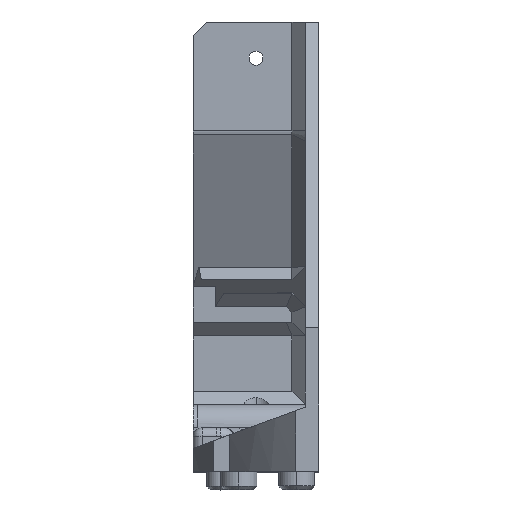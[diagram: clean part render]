
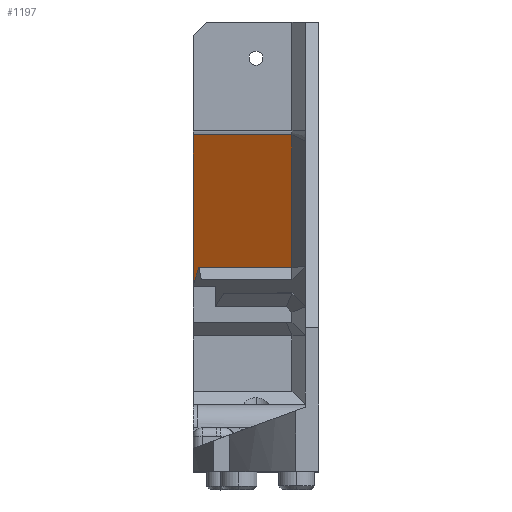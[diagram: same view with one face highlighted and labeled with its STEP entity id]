
A CAD part, top view. The second image highlights one B-rep face of the part: STEP entity #1197.
In plain terms, the highlighted planar face has unit normal (0, -0.447, 0.894).
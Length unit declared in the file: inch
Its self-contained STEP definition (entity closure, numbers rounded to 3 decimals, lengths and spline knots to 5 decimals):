
#132 = DIRECTION ( 'NONE',  ( 0., 0.447, -0.894 ) ) ;
#133 = CARTESIAN_POINT ( 'NONE',  ( -11., -2.40781, -1.43177 ) ) ;
#424 = VERTEX_POINT ( 'NONE', #2096 ) ;
#562 = PLANE ( 'NONE',  #3688 ) ;
#722 = DIRECTION ( 'NONE',  ( -1., 0., 0. ) ) ;
#893 = VERTEX_POINT ( 'NONE', #1215 ) ;
#919 = EDGE_CURVE ( 'NONE', #2410, #893, #3011, .T. ) ;
#1120 = VERTEX_POINT ( 'NONE', #1238 ) ;
#1172 = LINE ( 'NONE', #2335, #3702 ) ;
#1197 = ADVANCED_FACE ( 'NONE', ( #4050 ), #562, .F. ) ;
#1215 = CARTESIAN_POINT ( 'NONE',  ( -12.375, -0.56566, -0.5107 ) ) ;
#1238 = CARTESIAN_POINT ( 'NONE',  ( -12.375, -2.66926, -1.5625 ) ) ;
#1654 = EDGE_CURVE ( 'NONE', #4809, #2410, #4730, .T. ) ;
#1708 = CARTESIAN_POINT ( 'NONE',  ( -11., -0.56566, -0.5107 ) ) ;
#1934 = CARTESIAN_POINT ( 'NONE',  ( -12.375, -2.80756, -1.63165 ) ) ;
#1962 = DIRECTION ( 'NONE',  ( 0.268, 0.862, 0.431 ) ) ;
#2008 = ORIENTED_EDGE ( 'NONE', *, *, #4254, .T. ) ;
#2096 = CARTESIAN_POINT ( 'NONE',  ( -12.2938, -2.40781, -1.43177 ) ) ;
#2335 = CARTESIAN_POINT ( 'NONE',  ( -12.375, -2.66926, -1.5625 ) ) ;
#2409 = DIRECTION ( 'NONE',  ( 0., 0.894, 0.447 ) ) ;
#2410 = VERTEX_POINT ( 'NONE', #2537 ) ;
#2525 = ORIENTED_EDGE ( 'NONE', *, *, #1654, .T. ) ;
#2537 = CARTESIAN_POINT ( 'NONE',  ( -11., -0.56566, -0.5107 ) ) ;
#2582 = DIRECTION ( 'NONE',  ( 1., 0., 0. ) ) ;
#2733 = LINE ( 'NONE', #1934, #3792 ) ;
#3011 = LINE ( 'NONE', #3838, #4315 ) ;
#3169 = EDGE_CURVE ( 'NONE', #1120, #893, #2733, .T. ) ;
#3232 = EDGE_CURVE ( 'NONE', #424, #4809, #4948, .T. ) ;
#3369 = CARTESIAN_POINT ( 'NONE',  ( -10.8125, -2.40781, -1.43177 ) ) ;
#3636 = ORIENTED_EDGE ( 'NONE', *, *, #919, .T. ) ;
#3655 = ORIENTED_EDGE ( 'NONE', *, *, #3232, .T. ) ;
#3688 = AXIS2_PLACEMENT_3D ( 'NONE', #3717, #132, #4436 ) ;
#3702 = VECTOR ( 'NONE', #1962, 39.37008 ) ;
#3717 = CARTESIAN_POINT ( 'NONE',  ( -12.375, -2.66926, -1.5625 ) ) ;
#3792 = VECTOR ( 'NONE', #3880, 39.37008 ) ;
#3838 = CARTESIAN_POINT ( 'NONE',  ( -12.375, -0.56566, -0.5107 ) ) ;
#3880 = DIRECTION ( 'NONE',  ( 0., 0.894, 0.447 ) ) ;
#3934 = VECTOR ( 'NONE', #2409, 39.37008 ) ;
#4050 = FACE_OUTER_BOUND ( 'NONE', #4377, .T. ) ;
#4254 = EDGE_CURVE ( 'NONE', #1120, #424, #1172, .T. ) ;
#4261 = VECTOR ( 'NONE', #2582, 39.37008 ) ;
#4315 = VECTOR ( 'NONE', #722, 39.37008 ) ;
#4377 = EDGE_LOOP ( 'NONE', ( #2008, #3655, #2525, #3636, #4609 ) ) ;
#4436 = DIRECTION ( 'NONE',  ( 0., 0.894, 0.447 ) ) ;
#4609 = ORIENTED_EDGE ( 'NONE', *, *, #3169, .F. ) ;
#4730 = LINE ( 'NONE', #1708, #3934 ) ;
#4809 = VERTEX_POINT ( 'NONE', #133 ) ;
#4948 = LINE ( 'NONE', #3369, #4261 ) ;
